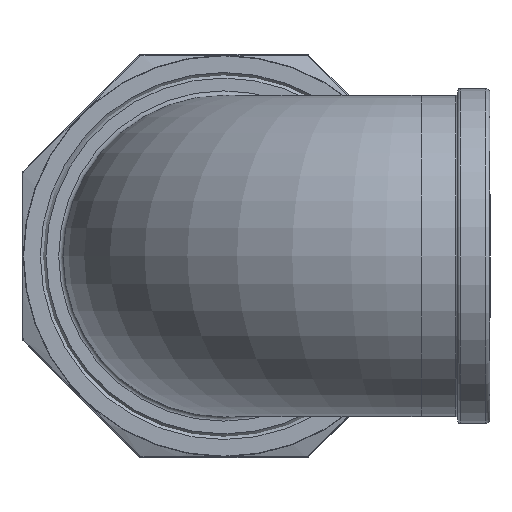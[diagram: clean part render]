
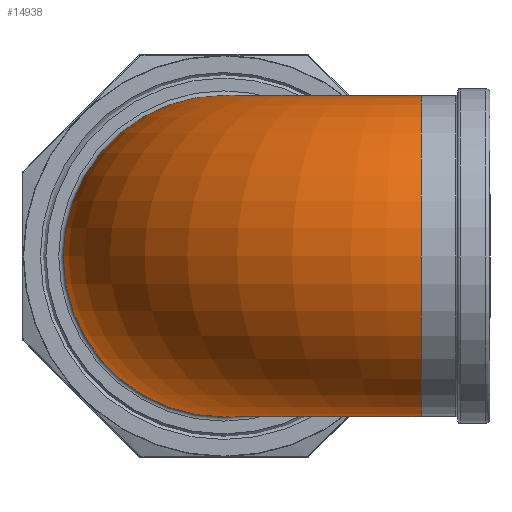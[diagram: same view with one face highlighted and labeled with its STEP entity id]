
A CAD part, left-side view. The second image highlights one B-rep face of the part: STEP entity #14938.
In plain terms, the highlighted toroidal (fillet/blend) face has major radius 43 mm and minor radius 35 mm.
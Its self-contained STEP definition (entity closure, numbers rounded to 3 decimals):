
#866 = CIRCLE ( 'NONE', #12232, 35. ) ;
#2224 = VERTEX_POINT ( 'NONE', #13265 ) ;
#3588 = EDGE_CURVE ( 'NONE', #12652, #12652, #17417, .T. ) ;
#3972 = ORIENTED_EDGE ( 'NONE', *, *, #3588, .F. ) ;
#4367 = DIRECTION ( 'NONE',  ( 0., 0., 1. ) ) ;
#4774 = CARTESIAN_POINT ( 'NONE',  ( -28.5, -43., 0. ) ) ;
#5323 = AXIS2_PLACEMENT_3D ( 'NONE', #11651, #4367, #16328 ) ;
#5491 = FACE_OUTER_BOUND ( 'NONE', #18816, .T. ) ;
#9315 = CARTESIAN_POINT ( 'NONE',  ( -20.5, 0., 0. ) ) ;
#9520 = DIRECTION ( 'NONE',  ( -1., 0., 0. ) ) ;
#10184 = TOROIDAL_SURFACE ( 'NONE', #5323, 43., 35. ) ;
#11024 = DIRECTION ( 'NONE',  ( 0., -1., 0. ) ) ;
#11651 = CARTESIAN_POINT ( 'NONE',  ( -20.5, -43., 0. ) ) ;
#12232 = AXIS2_PLACEMENT_3D ( 'NONE', #9315, #9520, #14358 ) ;
#12652 = VERTEX_POINT ( 'NONE', #4774 ) ;
#12785 = EDGE_LOOP ( 'NONE', ( #3972 ) ) ;
#13265 = CARTESIAN_POINT ( 'NONE',  ( -20.5, -35., 0. ) ) ;
#14358 = DIRECTION ( 'NONE',  ( 0., -1., 0. ) ) ;
#14938 = ADVANCED_FACE ( 'NONE', ( #15074, #5491 ), #10184, .T. ) ;
#15074 = FACE_OUTER_BOUND ( 'NONE', #12785, .T. ) ;
#15565 = DIRECTION ( 'NONE',  ( 1., 0., 0. ) ) ;
#16328 = DIRECTION ( 'NONE',  ( 1., 0., 0. ) ) ;
#16942 = EDGE_CURVE ( 'NONE', #2224, #2224, #866, .T. ) ;
#17417 = CIRCLE ( 'NONE', #19683, 35. ) ;
#18546 = CARTESIAN_POINT ( 'NONE',  ( -63.5, -43., 0. ) ) ;
#18718 = ORIENTED_EDGE ( 'NONE', *, *, #16942, .T. ) ;
#18816 = EDGE_LOOP ( 'NONE', ( #18718 ) ) ;
#19683 = AXIS2_PLACEMENT_3D ( 'NONE', #18546, #11024, #15565 ) ;
